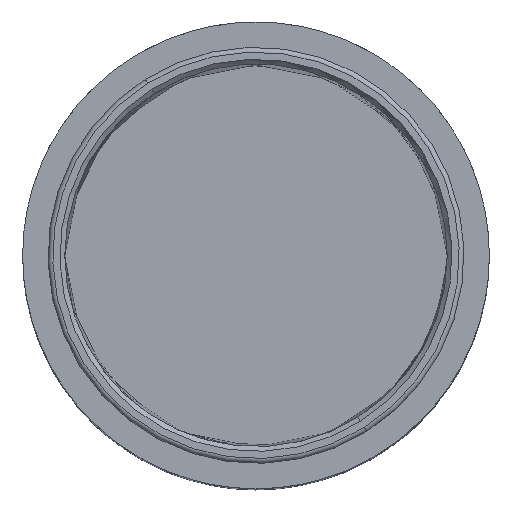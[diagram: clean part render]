
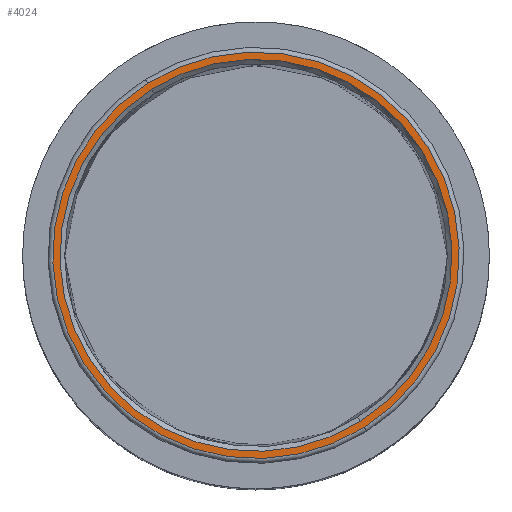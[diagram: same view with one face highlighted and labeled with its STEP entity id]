
A CAD part, top view. The second image highlights one B-rep face of the part: STEP entity #4024.
In plain terms, the highlighted planar face has unit normal (0, 0, 1).
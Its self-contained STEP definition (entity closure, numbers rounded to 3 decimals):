
#263 = CIRCLE ( 'NONE', #18545, 410. ) ;
#346 = VERTEX_POINT ( 'NONE', #16872 ) ;
#406 = EDGE_CURVE ( 'NONE', #17406, #346, #9419, .T. ) ;
#1002 = ORIENTED_EDGE ( 'NONE', *, *, #21661, .T. ) ;
#1340 = AXIS2_PLACEMENT_3D ( 'NONE', #6872, #13720, #11702 ) ;
#1354 = ORIENTED_EDGE ( 'NONE', *, *, #406, .F. ) ;
#2974 = DIRECTION ( 'NONE',  ( -0.533, 0.846, 0. ) ) ;
#3104 = CARTESIAN_POINT ( 'NONE',  ( 0., 0., 1454. ) ) ;
#3848 = DIRECTION ( 'NONE',  ( 1., 0., 0. ) ) ;
#3959 = DIRECTION ( 'NONE',  ( 0., 0., 1. ) ) ;
#4024 = ADVANCED_FACE ( 'NONE', ( #17533, #5866 ), #8997, .T. ) ;
#5866 = FACE_OUTER_BOUND ( 'NONE', #15255, .T. ) ;
#6462 = DIRECTION ( 'NONE',  ( -0.533, 0.846, 0. ) ) ;
#6558 = EDGE_CURVE ( 'NONE', #346, #17406, #18189, .T. ) ;
#6854 = CARTESIAN_POINT ( 'NONE',  ( -218.335, 347.03, 1454. ) ) ;
#6872 = CARTESIAN_POINT ( 'NONE',  ( 0., 0., 1454. ) ) ;
#7432 = EDGE_CURVE ( 'NONE', #18853, #8297, #263, .T. ) ;
#8039 = DIRECTION ( 'NONE',  ( 0., 0., -1. ) ) ;
#8218 = AXIS2_PLACEMENT_3D ( 'NONE', #3104, #8039, #6462 ) ;
#8297 = VERTEX_POINT ( 'NONE', #12944 ) ;
#8435 = DIRECTION ( 'NONE',  ( -0.533, 0.846, 0. ) ) ;
#8997 = PLANE ( 'NONE',  #9932 ) ;
#9419 = CIRCLE ( 'NONE', #15497, 425. ) ;
#9932 = AXIS2_PLACEMENT_3D ( 'NONE', #10794, #3959, #3848 ) ;
#10794 = CARTESIAN_POINT ( 'NONE',  ( 0., 0., 1454. ) ) ;
#11702 = DIRECTION ( 'NONE',  ( -0.533, 0.846, 0. ) ) ;
#12944 = CARTESIAN_POINT ( 'NONE',  ( 218.335, -347.03, 1454. ) ) ;
#13720 = DIRECTION ( 'NONE',  ( 0., 0., -1. ) ) ;
#13945 = CIRCLE ( 'NONE', #8218, 410. ) ;
#14512 = ORIENTED_EDGE ( 'NONE', *, *, #6558, .F. ) ;
#15255 = EDGE_LOOP ( 'NONE', ( #14512, #1354 ) ) ;
#15450 = CARTESIAN_POINT ( 'NONE',  ( 226.323, -359.726, 1454. ) ) ;
#15497 = AXIS2_PLACEMENT_3D ( 'NONE', #22131, #19915, #2974 ) ;
#16872 = CARTESIAN_POINT ( 'NONE',  ( -226.323, 359.726, 1454. ) ) ;
#17171 = EDGE_LOOP ( 'NONE', ( #1002, #20201 ) ) ;
#17406 = VERTEX_POINT ( 'NONE', #15450 ) ;
#17533 = FACE_BOUND ( 'NONE', #17171, .T. ) ;
#18189 = CIRCLE ( 'NONE', #1340, 425. ) ;
#18441 = CARTESIAN_POINT ( 'NONE',  ( 0., 0., 1454. ) ) ;
#18545 = AXIS2_PLACEMENT_3D ( 'NONE', #18441, #21900, #8435 ) ;
#18853 = VERTEX_POINT ( 'NONE', #6854 ) ;
#19915 = DIRECTION ( 'NONE',  ( 0., 0., -1. ) ) ;
#20201 = ORIENTED_EDGE ( 'NONE', *, *, #7432, .T. ) ;
#21661 = EDGE_CURVE ( 'NONE', #8297, #18853, #13945, .T. ) ;
#21900 = DIRECTION ( 'NONE',  ( 0., 0., -1. ) ) ;
#22131 = CARTESIAN_POINT ( 'NONE',  ( 0., 0., 1454. ) ) ;
